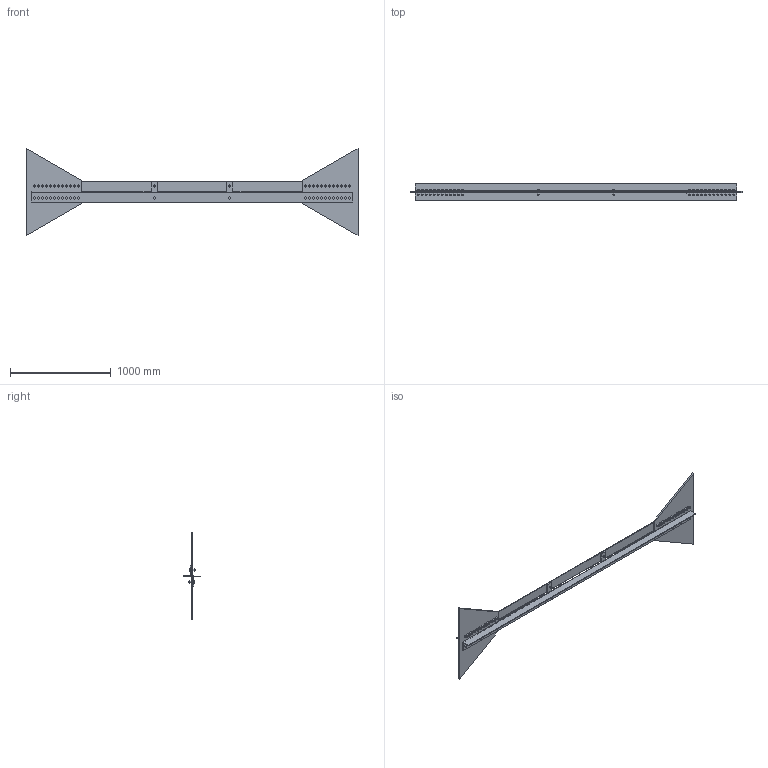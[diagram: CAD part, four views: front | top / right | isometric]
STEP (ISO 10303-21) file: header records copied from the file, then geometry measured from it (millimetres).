
FILE_DESCRIPTION(('Open CASCADE Model'),'2;1');
FILE_NAME('Open CASCADE Shape Model','2023-03-27T14:51:00',('Author'),( 'Open CASCADE'),'Open CASCADE STEP processor 6.9','Open CASCADE 6.9' ,'Unknown');
FILE_SCHEMA(('AUTOMOTIVE_DESIGN { 1 0 10303 214 1 1 1 1 }'));
Length unit declared in the file: millimetre
Products named in the file (4): Open CASCADE STEP translator 6.9 1; Open CASCADE STEP translator 6.9 1.1; Open CASCADE STEP translator 6.9 1.2; Open CASCADE STEP translator 6.9 1.3
Assembly tree (3 placements, depth 2):
  Open CASCADE STEP translator 6.9 1
    Open CASCADE STEP translator 6.9 1.1
    Open CASCADE STEP translator 6.9 1.2
    Open CASCADE STEP translator 6.9 1.3
Bounding box: 3300 x 166 x 865.09 mm (x, y, z)
Volume: 19156889 mm3; surface area: 3257806.1 mm2
Topology: 3 solids, 3 shells, 944 faces, 2356 edges, 1544 vertices
Faces by surface type: plane 828, cylinder 88, sphere 24, torus 4
Full cylindrical faces by diameter (mm): 16 x52
Entity records: 57665 total; most frequent: CARTESIAN_POINT 9756, DIRECTION 8859, LINE 6334, VECTOR 6334, ORIENTED_EDGE 4656, PCURVE 4656, DEFINITIONAL_REPRESENTATION 4656, EDGE_CURVE 2328
